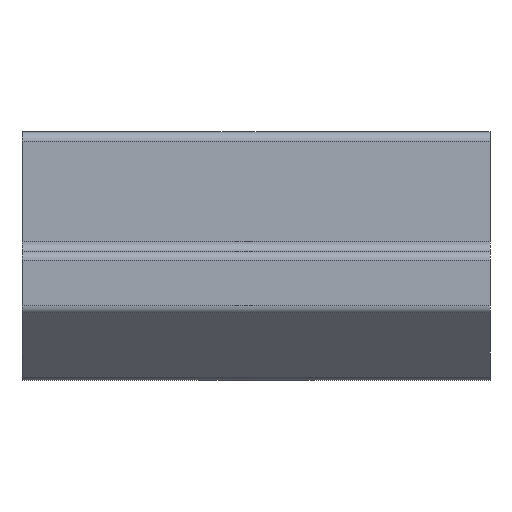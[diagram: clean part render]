
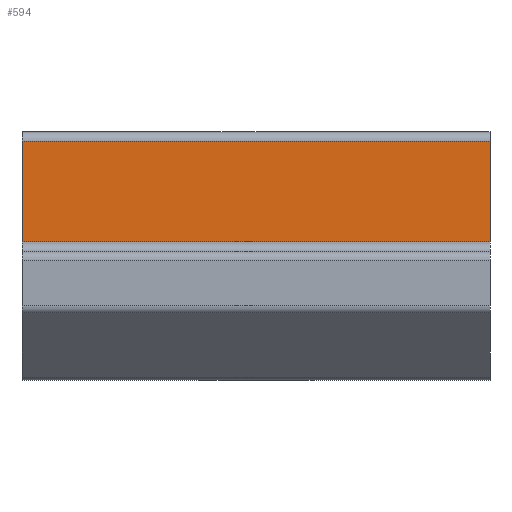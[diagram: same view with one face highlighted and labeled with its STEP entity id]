
A CAD part, left-side view. The second image highlights one B-rep face of the part: STEP entity #594.
In plain terms, the highlighted planar face has unit normal (-1, 0, 0).
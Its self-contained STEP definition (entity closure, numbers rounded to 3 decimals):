
#6 = EDGE_LOOP ( 'NONE', ( #294, #898, #136, #121 ) ) ;
#13 = DIRECTION ( 'NONE',  ( 0., 1., 0. ) ) ;
#28 = AXIS2_PLACEMENT_3D ( 'NONE', #889, #402, #13 ) ;
#56 = VERTEX_POINT ( 'NONE', #736 ) ;
#90 = LINE ( 'NONE', #289, #603 ) ;
#104 = VECTOR ( 'NONE', #729, 1000. ) ;
#107 = VERTEX_POINT ( 'NONE', #890 ) ;
#121 = ORIENTED_EDGE ( 'NONE', *, *, #251, .T. ) ;
#125 = DIRECTION ( 'NONE',  ( 0., -1., 0. ) ) ;
#136 = ORIENTED_EDGE ( 'NONE', *, *, #359, .F. ) ;
#151 = VERTEX_POINT ( 'NONE', #907 ) ;
#160 = VECTOR ( 'NONE', #125, 1000. ) ;
#202 = CARTESIAN_POINT ( 'NONE',  ( -4.9, 10., 5.1 ) ) ;
#251 = EDGE_CURVE ( 'NONE', #56, #151, #523, .T. ) ;
#277 = CARTESIAN_POINT ( 'NONE',  ( -4.9, -10., 0.4 ) ) ;
#289 = CARTESIAN_POINT ( 'NONE',  ( -4.9, -10., 0.4 ) ) ;
#294 = ORIENTED_EDGE ( 'NONE', *, *, #712, .F. ) ;
#319 = VERTEX_POINT ( 'NONE', #277 ) ;
#334 = PLANE ( 'NONE',  #28 ) ;
#359 = EDGE_CURVE ( 'NONE', #56, #107, #791, .T. ) ;
#402 = DIRECTION ( 'NONE',  ( 1., 0., 0. ) ) ;
#404 = VECTOR ( 'NONE', #982, 1000. ) ;
#454 = FACE_OUTER_BOUND ( 'NONE', #6, .T. ) ;
#523 = LINE ( 'NONE', #202, #404 ) ;
#539 = EDGE_CURVE ( 'NONE', #107, #319, #692, .T. ) ;
#594 = ADVANCED_FACE ( 'NONE', ( #454 ), #334, .F. ) ;
#603 = VECTOR ( 'NONE', #690, 1000. ) ;
#658 = CARTESIAN_POINT ( 'NONE',  ( -4.9, -10., 5.1 ) ) ;
#690 = DIRECTION ( 'NONE',  ( 0., 1., 0. ) ) ;
#692 = LINE ( 'NONE', #658, #104 ) ;
#712 = EDGE_CURVE ( 'NONE', #319, #151, #90, .T. ) ;
#729 = DIRECTION ( 'NONE',  ( 0., 0., -1. ) ) ;
#736 = CARTESIAN_POINT ( 'NONE',  ( -4.9, 10., 4.7 ) ) ;
#791 = LINE ( 'NONE', #837, #160 ) ;
#837 = CARTESIAN_POINT ( 'NONE',  ( -4.9, -10., 4.7 ) ) ;
#889 = CARTESIAN_POINT ( 'NONE',  ( -4.9, -10., 0. ) ) ;
#890 = CARTESIAN_POINT ( 'NONE',  ( -4.9, -10., 4.7 ) ) ;
#898 = ORIENTED_EDGE ( 'NONE', *, *, #539, .F. ) ;
#907 = CARTESIAN_POINT ( 'NONE',  ( -4.9, 10., 0.4 ) ) ;
#982 = DIRECTION ( 'NONE',  ( 0., 0., -1. ) ) ;
